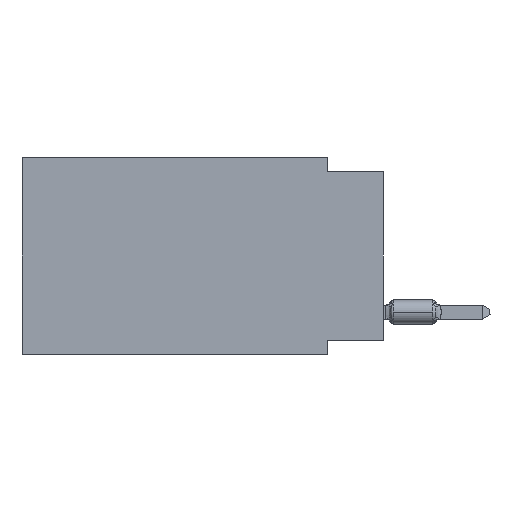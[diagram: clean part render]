
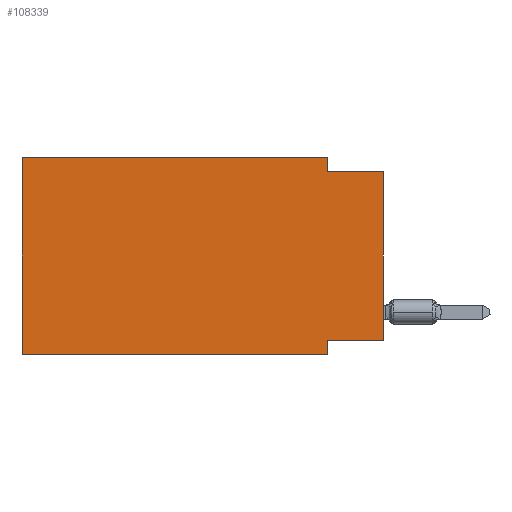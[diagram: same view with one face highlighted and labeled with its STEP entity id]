
A CAD part, left-side view. The second image highlights one B-rep face of the part: STEP entity #108339.
In plain terms, the highlighted planar face has unit normal (-1, 0, 0).
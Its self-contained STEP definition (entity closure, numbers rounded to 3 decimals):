
#647 = ORIENTED_EDGE ( 'NONE', *, *, #45295, .T. ) ;
#1375 = EDGE_CURVE ( 'NONE', #97637, #94167, #86980, .T. ) ;
#3762 = VECTOR ( 'NONE', #118952, 1000. ) ;
#5185 = CARTESIAN_POINT ( 'NONE',  ( 0., 2.54, -8.255 ) ) ;
#7098 = CARTESIAN_POINT ( 'NONE',  ( 0., 16.383, 0. ) ) ;
#9739 = VECTOR ( 'NONE', #98816, 1000. ) ;
#14047 = LINE ( 'NONE', #50848, #30529 ) ;
#14963 = DIRECTION ( 'NONE',  ( 0., 0., -1. ) ) ;
#15100 = DIRECTION ( 'NONE',  ( 0., 1., 0. ) ) ;
#21490 = LINE ( 'NONE', #69097, #86736 ) ;
#22084 = DIRECTION ( 'NONE',  ( 0., -1., 0. ) ) ;
#22340 = CARTESIAN_POINT ( 'NONE',  ( 0., 16.383, -8.89 ) ) ;
#22375 = LINE ( 'NONE', #60360, #32194 ) ;
#23401 = VECTOR ( 'NONE', #90397, 1000. ) ;
#30529 = VECTOR ( 'NONE', #113620, 1000. ) ;
#32194 = VECTOR ( 'NONE', #15100, 1000. ) ;
#34552 = AXIS2_PLACEMENT_3D ( 'NONE', #87970, #116321, #14963 ) ;
#34907 = LINE ( 'NONE', #53601, #23401 ) ;
#37993 = ORIENTED_EDGE ( 'NONE', *, *, #1375, .F. ) ;
#43579 = CARTESIAN_POINT ( 'NONE',  ( 0., 0., 0. ) ) ;
#43735 = CARTESIAN_POINT ( 'NONE',  ( 0., 2.54, 0. ) ) ;
#45295 = EDGE_CURVE ( 'NONE', #75678, #97905, #21490, .T. ) ;
#45798 = CARTESIAN_POINT ( 'NONE',  ( 0., 2.54, -8.89 ) ) ;
#50848 = CARTESIAN_POINT ( 'NONE',  ( 0., 16.383, 0. ) ) ;
#51406 = ORIENTED_EDGE ( 'NONE', *, *, #99452, .F. ) ;
#53601 = CARTESIAN_POINT ( 'NONE',  ( 0., 2.54, 0. ) ) ;
#53811 = LINE ( 'NONE', #43579, #3762 ) ;
#54140 = VECTOR ( 'NONE', #114157, 1000. ) ;
#54245 = VERTEX_POINT ( 'NONE', #43735 ) ;
#56727 = ORIENTED_EDGE ( 'NONE', *, *, #83583, .F. ) ;
#59063 = EDGE_CURVE ( 'NONE', #114827, #97905, #112287, .T. ) ;
#59517 = CARTESIAN_POINT ( 'NONE',  ( 0., 0., -0.635 ) ) ;
#60360 = CARTESIAN_POINT ( 'NONE',  ( 0., 0., -8.255 ) ) ;
#64399 = EDGE_CURVE ( 'NONE', #79075, #114827, #22375, .T. ) ;
#66765 = EDGE_CURVE ( 'NONE', #79075, #94167, #53811, .T. ) ;
#69097 = CARTESIAN_POINT ( 'NONE',  ( 0., 16.383, -8.89 ) ) ;
#75678 = VERTEX_POINT ( 'NONE', #22340 ) ;
#78273 = VERTEX_POINT ( 'NONE', #94611 ) ;
#79075 = VERTEX_POINT ( 'NONE', #103980 ) ;
#80103 = LINE ( 'NONE', #7098, #9739 ) ;
#81341 = ORIENTED_EDGE ( 'NONE', *, *, #64399, .F. ) ;
#83583 = EDGE_CURVE ( 'NONE', #78273, #54245, #14047, .T. ) ;
#84583 = CARTESIAN_POINT ( 'NONE',  ( 0., 0., -0.635 ) ) ;
#86148 = ORIENTED_EDGE ( 'NONE', *, *, #66765, .T. ) ;
#86736 = VECTOR ( 'NONE', #22084, 1000. ) ;
#86980 = LINE ( 'NONE', #84583, #54140 ) ;
#87131 = EDGE_CURVE ( 'NONE', #54245, #97637, #34907, .T. ) ;
#87970 = CARTESIAN_POINT ( 'NONE',  ( 0., 16.383, 0. ) ) ;
#90331 = PLANE ( 'NONE',  #34552 ) ;
#90397 = DIRECTION ( 'NONE',  ( 0., 0., -1. ) ) ;
#94042 = ORIENTED_EDGE ( 'NONE', *, *, #87131, .F. ) ;
#94167 = VERTEX_POINT ( 'NONE', #59517 ) ;
#94175 = CARTESIAN_POINT ( 'NONE',  ( 0., 2.54, -0.635 ) ) ;
#94611 = CARTESIAN_POINT ( 'NONE',  ( 0., 16.383, 0. ) ) ;
#97637 = VERTEX_POINT ( 'NONE', #94175 ) ;
#97905 = VERTEX_POINT ( 'NONE', #45798 ) ;
#98814 = FACE_OUTER_BOUND ( 'NONE', #111679, .T. ) ;
#98816 = DIRECTION ( 'NONE',  ( 0., 0., 1. ) ) ;
#99452 = EDGE_CURVE ( 'NONE', #75678, #78273, #80103, .T. ) ;
#103980 = CARTESIAN_POINT ( 'NONE',  ( 0., 0., -8.255 ) ) ;
#108339 = ADVANCED_FACE ( 'NONE', ( #98814 ), #90331, .F. ) ;
#111679 = EDGE_LOOP ( 'NONE', ( #86148, #37993, #94042, #56727, #51406, #647, #112738, #81341 ) ) ;
#112287 = LINE ( 'NONE', #113477, #116338 ) ;
#112738 = ORIENTED_EDGE ( 'NONE', *, *, #59063, .F. ) ;
#112887 = DIRECTION ( 'NONE',  ( 0., 0., -1. ) ) ;
#113477 = CARTESIAN_POINT ( 'NONE',  ( 0., 2.54, -8.89 ) ) ;
#113620 = DIRECTION ( 'NONE',  ( 0., -1., 0. ) ) ;
#114157 = DIRECTION ( 'NONE',  ( 0., -1., 0. ) ) ;
#114827 = VERTEX_POINT ( 'NONE', #5185 ) ;
#116321 = DIRECTION ( 'NONE',  ( 1., 0., 0. ) ) ;
#116338 = VECTOR ( 'NONE', #112887, 1000. ) ;
#118952 = DIRECTION ( 'NONE',  ( 0., 0., 1. ) ) ;
